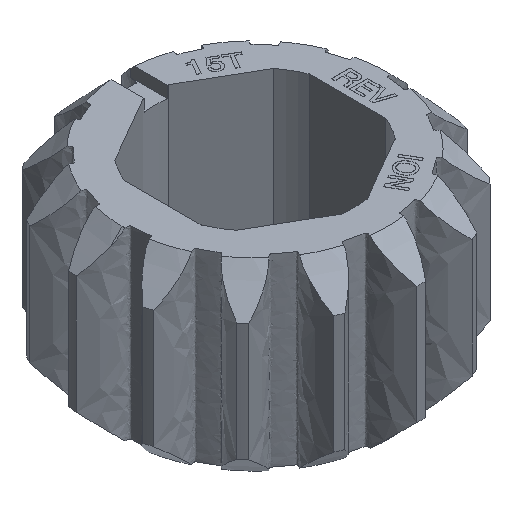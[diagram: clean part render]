
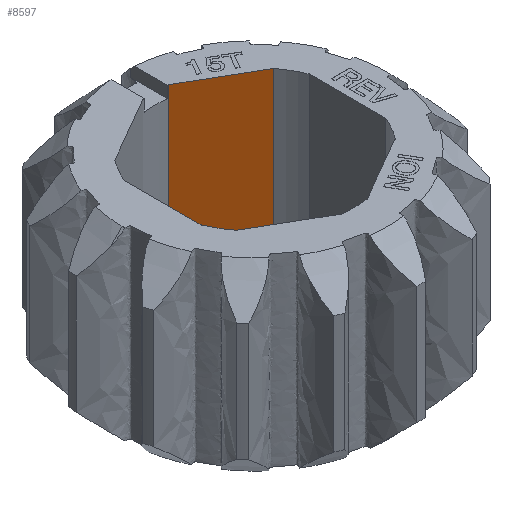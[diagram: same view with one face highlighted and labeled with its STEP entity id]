
A CAD part, isometric view. The second image highlights one B-rep face of the part: STEP entity #8597.
In plain terms, the highlighted planar face has unit normal (-0.5, -0.866, 0).
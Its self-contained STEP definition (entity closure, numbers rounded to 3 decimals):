
#73 = LINE ( 'NONE', #728, #3596 ) ;
#728 = CARTESIAN_POINT ( 'NONE',  ( 0.893, 6.817, 6.35 ) ) ;
#905 = EDGE_CURVE ( 'NONE', #7318, #9113, #7998, .T. ) ;
#1159 = EDGE_LOOP ( 'NONE', ( #5910, #2651, #3946, #10888 ) ) ;
#1356 = AXIS2_PLACEMENT_3D ( 'NONE', #3470, #11501, #2595 ) ;
#1868 = CARTESIAN_POINT ( 'NONE',  ( 5.457, 4.182, 6.35 ) ) ;
#2595 = DIRECTION ( 'NONE',  ( -0.866, 0.5, 0. ) ) ;
#2651 = ORIENTED_EDGE ( 'NONE', *, *, #5354, .F. ) ;
#2810 = CARTESIAN_POINT ( 'NONE',  ( 5.457, 4.182, -6.35 ) ) ;
#3409 = PLANE ( 'NONE',  #1356 ) ;
#3434 = LINE ( 'NONE', #4372, #11009 ) ;
#3470 = CARTESIAN_POINT ( 'NONE',  ( 0.893, 6.817, 6.35 ) ) ;
#3596 = VECTOR ( 'NONE', #4415, 1000. ) ;
#3946 = ORIENTED_EDGE ( 'NONE', *, *, #905, .F. ) ;
#4324 = EDGE_CURVE ( 'NONE', #7318, #6104, #73, .T. ) ;
#4331 = CARTESIAN_POINT ( 'NONE',  ( 0.893, 6.817, 6.35 ) ) ;
#4372 = CARTESIAN_POINT ( 'NONE',  ( 5.457, 4.182, 6.35 ) ) ;
#4415 = DIRECTION ( 'NONE',  ( 0., 0., -1. ) ) ;
#4438 = CARTESIAN_POINT ( 'NONE',  ( 0.893, 6.817, -6.35 ) ) ;
#5354 = EDGE_CURVE ( 'NONE', #9113, #11346, #3434, .T. ) ;
#5376 = DIRECTION ( 'NONE',  ( 0.866, -0.5, 0. ) ) ;
#5465 = CARTESIAN_POINT ( 'NONE',  ( 0.893, 6.817, -6.35 ) ) ;
#5728 = VECTOR ( 'NONE', #5376, 1000. ) ;
#5910 = ORIENTED_EDGE ( 'NONE', *, *, #9097, .T. ) ;
#6104 = VERTEX_POINT ( 'NONE', #5465 ) ;
#7318 = VERTEX_POINT ( 'NONE', #4331 ) ;
#7998 = LINE ( 'NONE', #11597, #11445 ) ;
#8597 = ADVANCED_FACE ( 'NONE', ( #8727 ), #3409, .F. ) ;
#8693 = DIRECTION ( 'NONE',  ( 0., 0., -1. ) ) ;
#8727 = FACE_OUTER_BOUND ( 'NONE', #1159, .T. ) ;
#9097 = EDGE_CURVE ( 'NONE', #6104, #11346, #10711, .T. ) ;
#9113 = VERTEX_POINT ( 'NONE', #1868 ) ;
#10711 = LINE ( 'NONE', #4438, #5728 ) ;
#10872 = DIRECTION ( 'NONE',  ( 0.866, -0.5, 0. ) ) ;
#10888 = ORIENTED_EDGE ( 'NONE', *, *, #4324, .T. ) ;
#11009 = VECTOR ( 'NONE', #8693, 1000. ) ;
#11346 = VERTEX_POINT ( 'NONE', #2810 ) ;
#11445 = VECTOR ( 'NONE', #10872, 1000. ) ;
#11501 = DIRECTION ( 'NONE',  ( 0.5, 0.866, 0. ) ) ;
#11597 = CARTESIAN_POINT ( 'NONE',  ( 0.893, 6.817, 6.35 ) ) ;
